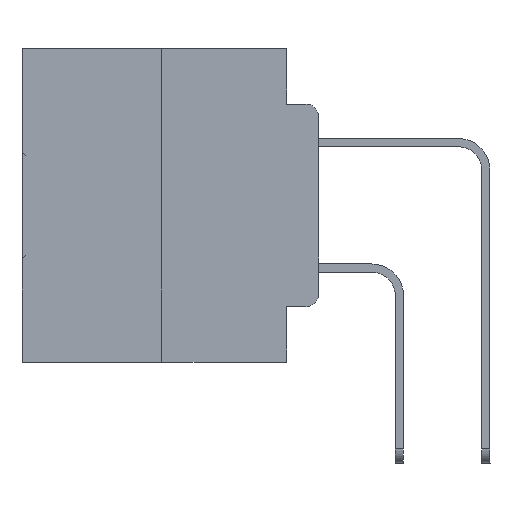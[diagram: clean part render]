
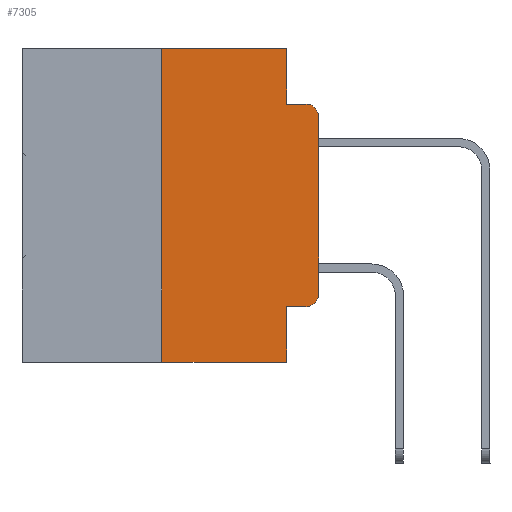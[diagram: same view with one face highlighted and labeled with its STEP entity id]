
A CAD part, left-side view. The second image highlights one B-rep face of the part: STEP entity #7305.
In plain terms, the highlighted planar face has unit normal (-1, 0, 0).
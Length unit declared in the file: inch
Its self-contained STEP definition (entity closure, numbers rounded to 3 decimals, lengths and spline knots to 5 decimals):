
#1362 = CARTESIAN_POINT ( 'NONE',  ( 0., 0.051, -0.0885 ) ) ;
#1737 = CARTESIAN_POINT ( 'NONE',  ( 0., 0.02, -0.0885 ) ) ;
#1871 = ORIENTED_EDGE ( 'NONE', *, *, #12137, .T. ) ;
#2398 = VECTOR ( 'NONE', #25621, 39.37008 ) ;
#2810 = CARTESIAN_POINT ( 'NONE',  ( 0., 0., 0. ) ) ;
#3224 = CARTESIAN_POINT ( 'NONE',  ( 0., 0.02, -0.3915 ) ) ;
#3505 = VERTEX_POINT ( 'NONE', #22975 ) ;
#3782 = VERTEX_POINT ( 'NONE', #26263 ) ;
#4389 = LINE ( 'NONE', #4668, #24009 ) ;
#4668 = CARTESIAN_POINT ( 'NONE',  ( 0., 0.051, -0.0885 ) ) ;
#4996 = LINE ( 'NONE', #2810, #18620 ) ;
#5414 = CARTESIAN_POINT ( 'NONE',  ( 0., 0.473, 0. ) ) ;
#5581 = ORIENTED_EDGE ( 'NONE', *, *, #11698, .T. ) ;
#5824 = CARTESIAN_POINT ( 'NONE',  ( 0., 0., -0.3915 ) ) ;
#5885 = DIRECTION ( 'NONE',  ( 0., 0., -1. ) ) ;
#6750 = ORIENTED_EDGE ( 'NONE', *, *, #21050, .F. ) ;
#7305 = ADVANCED_FACE ( 'NONE', ( #12548 ), #25766, .F. ) ;
#7694 = DIRECTION ( 'NONE',  ( 0., 0., -1. ) ) ;
#7825 = CARTESIAN_POINT ( 'NONE',  ( 0., 0.051, 0. ) ) ;
#8069 = LINE ( 'NONE', #17642, #8897 ) ;
#8862 = VERTEX_POINT ( 'NONE', #15930 ) ;
#8897 = VECTOR ( 'NONE', #9976, 39.37008 ) ;
#9737 = CARTESIAN_POINT ( 'NONE',  ( 0., 0.473, -0.5 ) ) ;
#9951 = EDGE_CURVE ( 'NONE', #14257, #19969, #20188, .T. ) ;
#9976 = DIRECTION ( 'NONE',  ( 0., -1., 0. ) ) ;
#10614 = CARTESIAN_POINT ( 'NONE',  ( 0., 0.473, 0. ) ) ;
#10810 = VECTOR ( 'NONE', #7694, 39.37008 ) ;
#10856 = ORIENTED_EDGE ( 'NONE', *, *, #15088, .F. ) ;
#11698 = EDGE_CURVE ( 'NONE', #8862, #14257, #8069, .T. ) ;
#12019 = ORIENTED_EDGE ( 'NONE', *, *, #23570, .T. ) ;
#12137 = EDGE_CURVE ( 'NONE', #16633, #3505, #28251, .T. ) ;
#12235 = AXIS2_PLACEMENT_3D ( 'NONE', #13365, #30911, #15902 ) ;
#12341 = DIRECTION ( 'NONE',  ( 0., -1., 0. ) ) ;
#12387 = CARTESIAN_POINT ( 'NONE',  ( 0., 0.051, 0. ) ) ;
#12548 = FACE_OUTER_BOUND ( 'NONE', #31721, .T. ) ;
#13073 = DIRECTION ( 'NONE',  ( 0., -1., 0. ) ) ;
#13100 = LINE ( 'NONE', #19507, #32352 ) ;
#13183 = DIRECTION ( 'NONE',  ( 0., 0., -1. ) ) ;
#13365 = CARTESIAN_POINT ( 'NONE',  ( 0., 0.02, -0.1085 ) ) ;
#14257 = VERTEX_POINT ( 'NONE', #22148 ) ;
#14855 = ORIENTED_EDGE ( 'NONE', *, *, #16769, .F. ) ;
#15088 = EDGE_CURVE ( 'NONE', #8862, #3505, #24300, .T. ) ;
#15902 = DIRECTION ( 'NONE',  ( 0., 0., -1. ) ) ;
#15930 = CARTESIAN_POINT ( 'NONE',  ( 0., 0.051, -0.4115 ) ) ;
#16141 = LINE ( 'NONE', #7825, #2398 ) ;
#16633 = VERTEX_POINT ( 'NONE', #24070 ) ;
#16769 = EDGE_CURVE ( 'NONE', #16633, #3782, #13100, .T. ) ;
#17246 = VERTEX_POINT ( 'NONE', #23917 ) ;
#17642 = CARTESIAN_POINT ( 'NONE',  ( 0., 0.051, -0.4115 ) ) ;
#18465 = EDGE_CURVE ( 'NONE', #25534, #26681, #16141, .T. ) ;
#18620 = VECTOR ( 'NONE', #20804, 39.37008 ) ;
#18932 = VERTEX_POINT ( 'NONE', #1737 ) ;
#19507 = CARTESIAN_POINT ( 'NONE',  ( 0., 0.25, 0. ) ) ;
#19567 = DIRECTION ( 'NONE',  ( 0., -1., 0. ) ) ;
#19969 = VERTEX_POINT ( 'NONE', #5824 ) ;
#20185 = EDGE_CURVE ( 'NONE', #26681, #18932, #4389, .T. ) ;
#20188 = CIRCLE ( 'NONE', #23518, 0.02 ) ;
#20804 = DIRECTION ( 'NONE',  ( 0., 0., 1. ) ) ;
#21050 = EDGE_CURVE ( 'NONE', #3782, #25534, #31844, .T. ) ;
#21204 = DIRECTION ( 'NONE',  ( -1., 0., 0. ) ) ;
#21616 = VECTOR ( 'NONE', #12341, 39.37008 ) ;
#22148 = CARTESIAN_POINT ( 'NONE',  ( 0., 0.02, -0.4115 ) ) ;
#22975 = CARTESIAN_POINT ( 'NONE',  ( 0., 0.051, -0.5 ) ) ;
#23518 = AXIS2_PLACEMENT_3D ( 'NONE', #3224, #21204, #5885 ) ;
#23570 = EDGE_CURVE ( 'NONE', #17246, #18932, #28961, .T. ) ;
#23900 = ORIENTED_EDGE ( 'NONE', *, *, #25252, .T. ) ;
#23917 = CARTESIAN_POINT ( 'NONE',  ( 0., 0., -0.1085 ) ) ;
#24009 = VECTOR ( 'NONE', #19567, 39.37008 ) ;
#24070 = CARTESIAN_POINT ( 'NONE',  ( 0., 0.25, -0.5 ) ) ;
#24300 = LINE ( 'NONE', #32867, #10810 ) ;
#24465 = VECTOR ( 'NONE', #13073, 39.37008 ) ;
#25252 = EDGE_CURVE ( 'NONE', #19969, #17246, #4996, .T. ) ;
#25534 = VERTEX_POINT ( 'NONE', #12387 ) ;
#25621 = DIRECTION ( 'NONE',  ( 0., 0., -1. ) ) ;
#25766 = PLANE ( 'NONE',  #32427 ) ;
#26241 = ORIENTED_EDGE ( 'NONE', *, *, #18465, .F. ) ;
#26263 = CARTESIAN_POINT ( 'NONE',  ( 0., 0.25, 0. ) ) ;
#26681 = VERTEX_POINT ( 'NONE', #1362 ) ;
#27104 = DIRECTION ( 'NONE',  ( 0., 0., 1. ) ) ;
#28250 = DIRECTION ( 'NONE',  ( 1., 0., 0. ) ) ;
#28251 = LINE ( 'NONE', #9737, #21616 ) ;
#28961 = CIRCLE ( 'NONE', #12235, 0.02 ) ;
#30563 = ORIENTED_EDGE ( 'NONE', *, *, #9951, .T. ) ;
#30911 = DIRECTION ( 'NONE',  ( -1., 0., 0. ) ) ;
#31721 = EDGE_LOOP ( 'NONE', ( #23900, #12019, #32066, #26241, #6750, #14855, #1871, #10856, #5581, #30563 ) ) ;
#31844 = LINE ( 'NONE', #5414, #24465 ) ;
#32066 = ORIENTED_EDGE ( 'NONE', *, *, #20185, .F. ) ;
#32352 = VECTOR ( 'NONE', #27104, 39.37008 ) ;
#32427 = AXIS2_PLACEMENT_3D ( 'NONE', #10614, #28250, #13183 ) ;
#32867 = CARTESIAN_POINT ( 'NONE',  ( 0., 0.051, 0. ) ) ;
